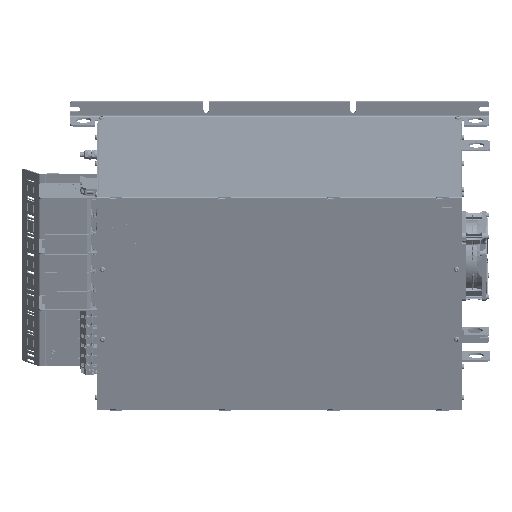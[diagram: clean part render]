
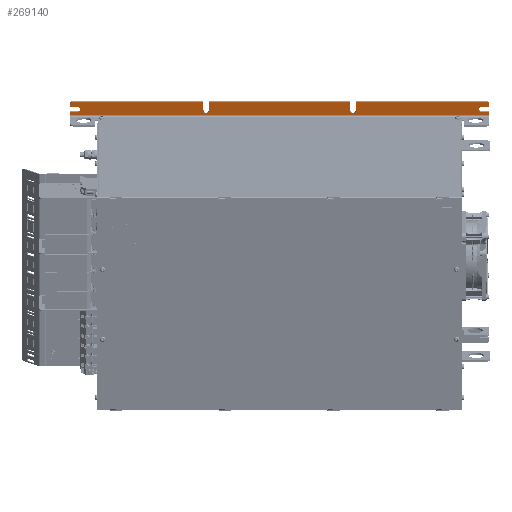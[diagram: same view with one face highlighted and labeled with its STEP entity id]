
A CAD part, top view. The second image highlights one B-rep face of the part: STEP entity #269140.
In plain terms, the highlighted planar face has unit normal (0, -0.337, 0.942).
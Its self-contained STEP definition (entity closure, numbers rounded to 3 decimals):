
#15921=PLANE('',#288944);
#28976=FACE_OUTER_BOUND('',#43770,.T.);
#43770=EDGE_LOOP('',(#236994,#236995,#236996,#236997,#236998,#236999,#237000,
#237001,#237002,#237003,#237004,#237005,#237006,#237007,#237008,#237009,
#237010,#237011,#237012,#237013,#237014,#237015));
#69519=LINE('',#475449,#94866);
#69537=LINE('',#475498,#94884);
#69538=LINE('',#475502,#94885);
#69539=LINE('',#475504,#94886);
#69540=LINE('',#475506,#94887);
#69541=LINE('',#475508,#94888);
#69542=LINE('',#475510,#94889);
#69543=LINE('',#475514,#94890);
#69544=LINE('',#475515,#94891);
#69545=LINE('',#475517,#94892);
#69546=LINE('',#475519,#94893);
#69547=LINE('',#475523,#94894);
#69548=LINE('',#475525,#94895);
#69549=LINE('',#475527,#94896);
#69550=LINE('',#475531,#94897);
#69551=LINE('',#475532,#94898);
#94866=VECTOR('',#353113,2.92);
#94884=VECTOR('',#353149,10.);
#94885=VECTOR('',#353152,10.);
#94886=VECTOR('',#353153,2.92);
#94887=VECTOR('',#353154,10.);
#94888=VECTOR('',#353155,2.92);
#94889=VECTOR('',#353156,10.);
#94890=VECTOR('',#353159,10.);
#94891=VECTOR('',#353160,2.92);
#94892=VECTOR('',#353161,10.);
#94893=VECTOR('',#353162,10.);
#94894=VECTOR('',#353165,10.);
#94895=VECTOR('',#353166,10.);
#94896=VECTOR('',#353167,10.);
#94897=VECTOR('',#353170,10.);
#94898=VECTOR('',#353171,10.);
#102938=CIRCLE('',#288934,3.);
#102944=CIRCLE('',#288943,3.);
#102945=CIRCLE('',#288945,4.5);
#102946=CIRCLE('',#288946,4.5);
#102947=CIRCLE('',#288947,4.5);
#102948=CIRCLE('',#288948,4.5);
#127201=VERTEX_POINT('',#475439);
#127202=VERTEX_POINT('',#475441);
#127204=VERTEX_POINT('',#475447);
#127224=VERTEX_POINT('',#475491);
#127225=VERTEX_POINT('',#475493);
#127226=VERTEX_POINT('',#475497);
#127227=VERTEX_POINT('',#475499);
#127228=VERTEX_POINT('',#475501);
#127229=VERTEX_POINT('',#475503);
#127230=VERTEX_POINT('',#475505);
#127231=VERTEX_POINT('',#475507);
#127232=VERTEX_POINT('',#475509);
#127233=VERTEX_POINT('',#475511);
#127234=VERTEX_POINT('',#475513);
#127235=VERTEX_POINT('',#475516);
#127236=VERTEX_POINT('',#475518);
#127237=VERTEX_POINT('',#475520);
#127238=VERTEX_POINT('',#475522);
#127239=VERTEX_POINT('',#475524);
#127240=VERTEX_POINT('',#475526);
#127241=VERTEX_POINT('',#475528);
#127242=VERTEX_POINT('',#475530);
#164105=EDGE_CURVE('',#127201,#127202,#102938,.T.);
#164109=EDGE_CURVE('',#127201,#127204,#69519,.T.);
#164131=EDGE_CURVE('',#127224,#127225,#102944,.T.);
#164133=EDGE_CURVE('',#127204,#127226,#69537,.T.);
#164134=EDGE_CURVE('',#127226,#127227,#102945,.T.);
#164135=EDGE_CURVE('',#127227,#127228,#69538,.T.);
#164136=EDGE_CURVE('',#127228,#127229,#69539,.T.);
#164137=EDGE_CURVE('',#127230,#127229,#69540,.T.);
#164138=EDGE_CURVE('',#127231,#127230,#69541,.T.);
#164139=EDGE_CURVE('',#127231,#127232,#69542,.T.);
#164140=EDGE_CURVE('',#127232,#127233,#102946,.T.);
#164141=EDGE_CURVE('',#127233,#127234,#69543,.T.);
#164142=EDGE_CURVE('',#127225,#127234,#69544,.T.);
#164143=EDGE_CURVE('',#127235,#127224,#69545,.T.);
#164144=EDGE_CURVE('',#127235,#127236,#69546,.T.);
#164145=EDGE_CURVE('',#127236,#127237,#102947,.T.);
#164146=EDGE_CURVE('',#127237,#127238,#69547,.T.);
#164147=EDGE_CURVE('',#127239,#127238,#69548,.T.);
#164148=EDGE_CURVE('',#127239,#127240,#69549,.T.);
#164149=EDGE_CURVE('',#127240,#127241,#102948,.T.);
#164150=EDGE_CURVE('',#127241,#127242,#69550,.T.);
#164151=EDGE_CURVE('',#127202,#127242,#69551,.T.);
#236994=ORIENTED_EDGE('',*,*,#164105,.F.);
#236995=ORIENTED_EDGE('',*,*,#164109,.T.);
#236996=ORIENTED_EDGE('',*,*,#164133,.T.);
#236997=ORIENTED_EDGE('',*,*,#164134,.T.);
#236998=ORIENTED_EDGE('',*,*,#164135,.T.);
#236999=ORIENTED_EDGE('',*,*,#164136,.T.);
#237000=ORIENTED_EDGE('',*,*,#164137,.F.);
#237001=ORIENTED_EDGE('',*,*,#164138,.F.);
#237002=ORIENTED_EDGE('',*,*,#164139,.T.);
#237003=ORIENTED_EDGE('',*,*,#164140,.T.);
#237004=ORIENTED_EDGE('',*,*,#164141,.T.);
#237005=ORIENTED_EDGE('',*,*,#164142,.F.);
#237006=ORIENTED_EDGE('',*,*,#164131,.F.);
#237007=ORIENTED_EDGE('',*,*,#164143,.F.);
#237008=ORIENTED_EDGE('',*,*,#164144,.T.);
#237009=ORIENTED_EDGE('',*,*,#164145,.T.);
#237010=ORIENTED_EDGE('',*,*,#164146,.T.);
#237011=ORIENTED_EDGE('',*,*,#164147,.F.);
#237012=ORIENTED_EDGE('',*,*,#164148,.T.);
#237013=ORIENTED_EDGE('',*,*,#164149,.T.);
#237014=ORIENTED_EDGE('',*,*,#164150,.T.);
#237015=ORIENTED_EDGE('',*,*,#164151,.F.);
#269140=ADVANCED_FACE('',(#28976),#15921,.T.);
#288934=AXIS2_PLACEMENT_3D('',#475442,#353106,#353107);
#288943=AXIS2_PLACEMENT_3D('',#475494,#353144,#353145);
#288944=AXIS2_PLACEMENT_3D('',#475496,#353147,#353148);
#288945=AXIS2_PLACEMENT_3D('',#475500,#353150,#353151);
#288946=AXIS2_PLACEMENT_3D('',#475512,#353157,#353158);
#288947=AXIS2_PLACEMENT_3D('',#475521,#353163,#353164);
#288948=AXIS2_PLACEMENT_3D('',#475529,#353168,#353169);
#353106=DIRECTION('center_axis',(0.,0.337,
-0.942));
#353107=DIRECTION('ref_axis',(-0.707,0.666,0.238));
#353113=DIRECTION('',(0.,-0.942,-0.337));
#353144=DIRECTION('center_axis',(0.,0.337,
-0.942));
#353145=DIRECTION('ref_axis',(0.707,0.666,0.238));
#353147=DIRECTION('center_axis',(0.,-0.337,
0.942));
#353148=DIRECTION('ref_axis',(0.,-0.942,-0.337));
#353149=DIRECTION('',(1.,0.,0.));
#353150=DIRECTION('center_axis',(0.,0.337,
-0.942));
#353151=DIRECTION('ref_axis',(1.,0.,0.));
#353152=DIRECTION('',(-1.,0.,0.));
#353153=DIRECTION('',(0.,-0.942,-0.337));
#353154=DIRECTION('',(-1.,0.,0.));
#353155=DIRECTION('',(0.,-0.942,-0.337));
#353156=DIRECTION('',(-1.,0.,0.));
#353157=DIRECTION('center_axis',(0.,0.337,
-0.942));
#353158=DIRECTION('ref_axis',(-1.,0.,0.));
#353159=DIRECTION('',(1.,0.,0.));
#353160=DIRECTION('',(0.,-0.942,-0.337));
#353161=DIRECTION('',(1.,0.,0.));
#353162=DIRECTION('',(0.,-0.942,-0.337));
#353163=DIRECTION('center_axis',(0.,0.337,
-0.942));
#353164=DIRECTION('ref_axis',(-1.,0.,0.));
#353165=DIRECTION('',(0.,0.942,0.337));
#353166=DIRECTION('',(1.,0.,0.));
#353167=DIRECTION('',(0.,-0.942,-0.337));
#353168=DIRECTION('center_axis',(0.,0.337,
-0.942));
#353169=DIRECTION('ref_axis',(1.,0.,0.));
#353170=DIRECTION('',(0.,0.942,0.337));
#353171=DIRECTION('',(1.,0.,0.));
#475439=CARTESIAN_POINT('',(-368.69,336.475,-29.364));
#475441=CARTESIAN_POINT('',(-365.69,339.3,-28.353));
#475442=CARTESIAN_POINT('Origin',(-365.69,336.475,-29.364));
#475447=CARTESIAN_POINT('',(-368.69,331.297,-31.218));
#475449=CARTESIAN_POINT('',(-368.69,308.631,-39.329));
#475491=CARTESIAN_POINT('',(313.31,339.3,-28.353));
#475493=CARTESIAN_POINT('',(316.31,336.475,-29.364));
#475494=CARTESIAN_POINT('Origin',(313.31,336.475,-29.364));
#475496=CARTESIAN_POINT('Origin',(-26.19,326.125,-33.069));
#475497=CARTESIAN_POINT('',(-356.69,331.297,-31.218));
#475498=CARTESIAN_POINT('',(-197.44,331.297,-31.218));
#475499=CARTESIAN_POINT('',(-356.69,322.823,-34.25));
#475500=CARTESIAN_POINT('Origin',(-356.69,327.06,-32.734));
#475501=CARTESIAN_POINT('',(-368.69,322.823,-34.25));
#475502=CARTESIAN_POINT('',(-191.44,322.823,-34.25));
#475503=CARTESIAN_POINT('',(-368.69,317.268,-36.238));
#475504=CARTESIAN_POINT('',(-368.69,308.631,-39.329));
#475505=CARTESIAN_POINT('',(316.31,317.268,-36.238));
#475506=CARTESIAN_POINT('',(-26.19,317.268,-36.238));
#475507=CARTESIAN_POINT('',(316.31,322.823,-34.25));
#475508=CARTESIAN_POINT('',(316.31,308.631,-39.329));
#475509=CARTESIAN_POINT('',(304.31,322.823,-34.25));
#475510=CARTESIAN_POINT('',(139.06,322.823,-34.25));
#475511=CARTESIAN_POINT('',(304.31,331.297,-31.218));
#475512=CARTESIAN_POINT('Origin',(304.31,327.06,-32.734));
#475513=CARTESIAN_POINT('',(316.31,331.297,-31.218));
#475514=CARTESIAN_POINT('',(145.06,331.297,-31.218));
#475515=CARTESIAN_POINT('',(316.31,308.631,-39.329));
#475516=CARTESIAN_POINT('',(98.31,339.3,-28.353));
#475517=CARTESIAN_POINT('',(-368.69,339.3,-28.353));
#475518=CARTESIAN_POINT('',(98.31,325.177,-33.408));
#475519=CARTESIAN_POINT('',(98.31,325.651,-33.238));
#475520=CARTESIAN_POINT('',(89.31,325.177,-33.408));
#475521=CARTESIAN_POINT('Origin',(93.81,325.177,-33.408));
#475522=CARTESIAN_POINT('',(89.31,339.3,-28.353));
#475523=CARTESIAN_POINT('',(89.31,332.712,-30.711));
#475524=CARTESIAN_POINT('',(-141.69,339.3,-28.353));
#475525=CARTESIAN_POINT('',(-368.69,339.3,-28.353));
#475526=CARTESIAN_POINT('',(-141.69,325.177,-33.408));
#475527=CARTESIAN_POINT('',(-141.69,332.712,-30.711));
#475528=CARTESIAN_POINT('',(-150.69,325.177,-33.408));
#475529=CARTESIAN_POINT('Origin',(-146.19,325.177,-33.408));
#475530=CARTESIAN_POINT('',(-150.69,339.3,-28.353));
#475531=CARTESIAN_POINT('',(-150.69,325.651,-33.238));
#475532=CARTESIAN_POINT('',(-368.69,339.3,-28.353));
